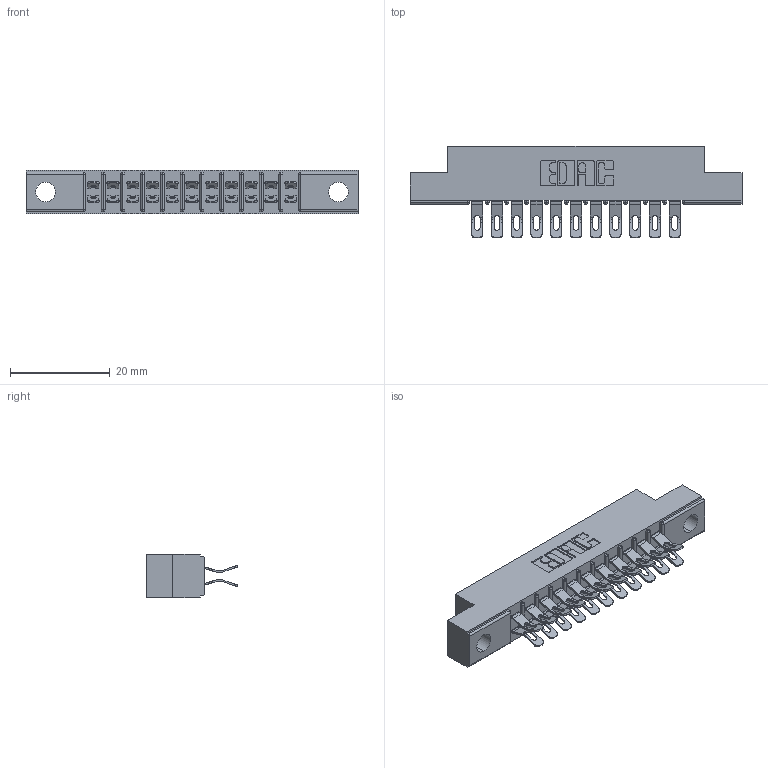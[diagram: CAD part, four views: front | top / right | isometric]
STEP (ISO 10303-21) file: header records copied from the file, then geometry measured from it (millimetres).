
FILE_DESCRIPTION (( 'STEP AP203' ), '1' );
FILE_NAME ('305-022-555-204.STEP', '2019-09-09T13:45:54', ( '' ), ( '' ), 'SwSTEP 2.0', 'SolidWorks 2016', '' );
FILE_SCHEMA (( 'CONFIG_CONTROL_DESIGN' ));
Length unit declared in the file: inch
Products named in the file (3): 305 Part_.156 Dia; 305-022-555-204; 305-290-001_555
Assembly tree (23 placements, depth 2):
  305-022-555-204
    305 Part_.156 Dia
    305-290-001_555  x22
Bounding box: 66.6 x 18.41 x 8.71 mm (x, y, z)
Volume: 4148.7 mm3; surface area: 7472.9 mm2
Topology: 23 solids, 23 shells, 1582 faces, 4697 edges, 3070 vertices
Faces by surface type: plane 786, cylinder 752, sphere 44
Entity records: 16726 total; most frequent: CARTESIAN_POINT 2791, ORIENTED_EDGE 2754, DIRECTION 2711, EDGE_CURVE 1377, VECTOR 1067, LINE 1067, VERTEX_POINT 886, AXIS2_PLACEMENT_3D 822
